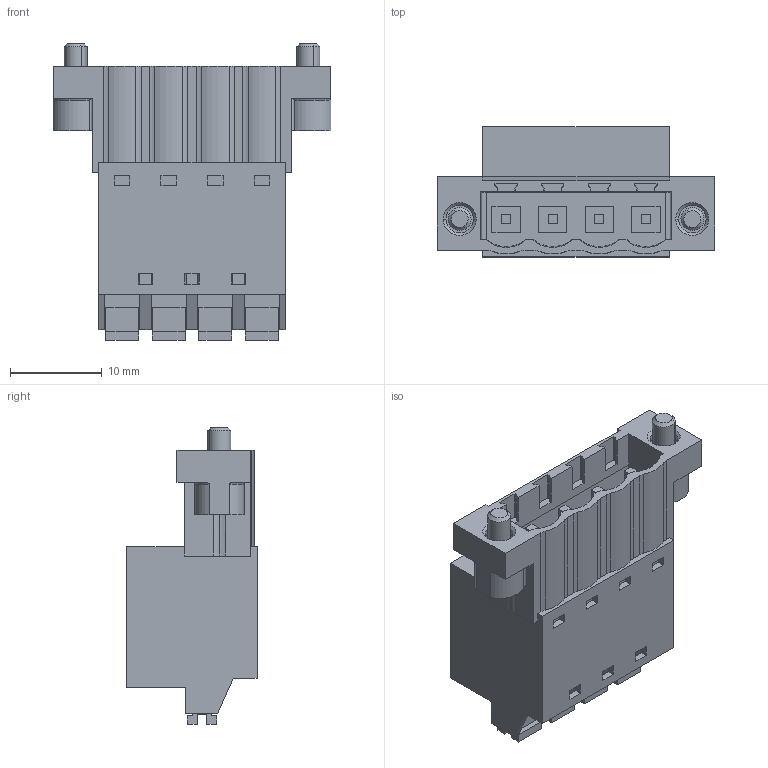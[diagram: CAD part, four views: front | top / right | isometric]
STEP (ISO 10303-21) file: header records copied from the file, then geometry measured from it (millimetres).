
FILE_DESCRIPTION(('CATIA V5 STEP Exchange','CAx-IF Rec.Pracs.--- Model Styling and Organization---1.4--- 2014-01-23'),'2;1');
FILE_NAME ('011720-2_0_1336070000_1336070000.stp','2022-05-23T12:49:30+00:00',('none'),('Weidmueller'),'CATIA Version 5-6 Release 2016 SP3 HF44','CATIA V5 STEP AP214','none');
FILE_SCHEMA(('AUTOMOTIVE_DESIGN { 1 0 10303 214 1 1 1 1 }'));
Length unit declared in the file: millimetre
Products named in the file (1): 1336070000
Bounding box: 30.32 x 14.2 x 32.4 mm (x, y, z)
Volume: 4913 mm3; surface area: 5141.5 mm2
Topology: 11 solids, 11 shells, 508 faces, 1339 edges, 878 vertices
Faces by surface type: plane 408, cylinder 68, cone 20, extrusion 8, torus 4
Entity records: 15049 total; most frequent: CARTESIAN_POINT 3157, ORIENTED_EDGE 2678, DIRECTION 1974, EDGE_CURVE 1339, VECTOR 1129, LINE 1121, VERTEX_POINT 878, EDGE_LOOP 557
